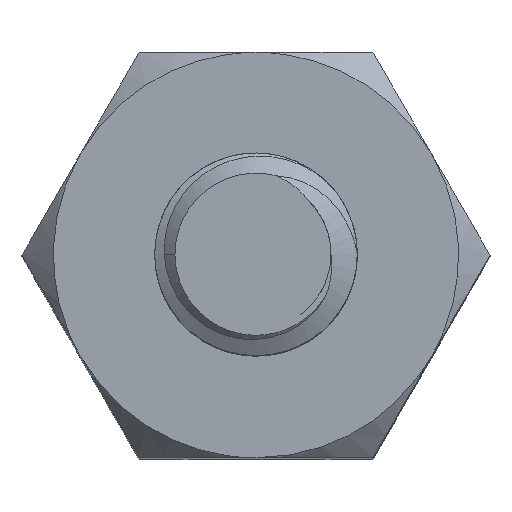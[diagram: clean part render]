
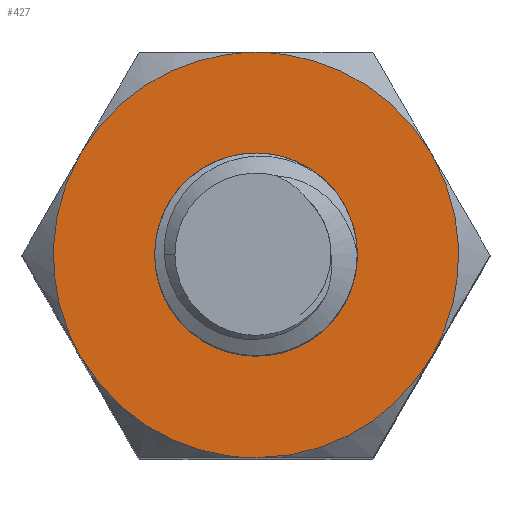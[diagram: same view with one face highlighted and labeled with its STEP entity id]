
A CAD part, top view. The second image highlights one B-rep face of the part: STEP entity #427.
In plain terms, the highlighted planar face has unit normal (0, 0, 1).
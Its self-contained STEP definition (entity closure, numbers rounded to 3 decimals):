
#11=FACE_BOUND('',#722,.T.);
#14=(
BOUNDED_CURVE()
B_SPLINE_CURVE(2,(#9085,#9086,#9087),.UNSPECIFIED.,.F.,.F.)
B_SPLINE_CURVE_WITH_KNOTS((3,3),(0.,2.094),.UNSPECIFIED.)
CURVE()
GEOMETRIC_REPRESENTATION_ITEM()
RATIONAL_B_SPLINE_CURVE((1.,0.866,1.))
REPRESENTATION_ITEM('')
);
#15=(
BOUNDED_CURVE()
B_SPLINE_CURVE(2,(#9134,#9135,#9136,#9137,#9138,#9139,#9140,#9141,#9142),
 .UNSPECIFIED.,.T.,.F.)
B_SPLINE_CURVE_WITH_KNOTS((3,2,2,2,3),(-5.341,-4.006,
-2.67,-1.335,0.),.UNSPECIFIED.)
CURVE()
GEOMETRIC_REPRESENTATION_ITEM()
RATIONAL_B_SPLINE_CURVE((1.,0.707,1.,0.707,1.,0.707,
1.,0.707,1.))
REPRESENTATION_ITEM('')
);
#31=(
BOUNDED_CURVE()
B_SPLINE_CURVE(2,(#9364,#9365,#9366),.UNSPECIFIED.,.F.,.F.)
B_SPLINE_CURVE_WITH_KNOTS((3,3),(-2.094,0.),.UNSPECIFIED.)
CURVE()
GEOMETRIC_REPRESENTATION_ITEM()
RATIONAL_B_SPLINE_CURVE((1.,0.866,1.))
REPRESENTATION_ITEM('')
);
#32=(
BOUNDED_CURVE()
B_SPLINE_CURVE(2,(#9367,#9368,#9369),.UNSPECIFIED.,.F.,.F.)
B_SPLINE_CURVE_WITH_KNOTS((3,3),(0.,2.094),.UNSPECIFIED.)
CURVE()
GEOMETRIC_REPRESENTATION_ITEM()
RATIONAL_B_SPLINE_CURVE((1.,0.866,1.))
REPRESENTATION_ITEM('')
);
#33=(
BOUNDED_CURVE()
B_SPLINE_CURVE(2,(#9370,#9371,#9372),.UNSPECIFIED.,.F.,.F.)
B_SPLINE_CURVE_WITH_KNOTS((3,3),(-2.094,0.),.UNSPECIFIED.)
CURVE()
GEOMETRIC_REPRESENTATION_ITEM()
RATIONAL_B_SPLINE_CURVE((1.,0.866,1.))
REPRESENTATION_ITEM('')
);
#34=(
BOUNDED_CURVE()
B_SPLINE_CURVE(2,(#9373,#9374,#9375),.UNSPECIFIED.,.F.,.F.)
B_SPLINE_CURVE_WITH_KNOTS((3,3),(-2.094,0.),.UNSPECIFIED.)
CURVE()
GEOMETRIC_REPRESENTATION_ITEM()
RATIONAL_B_SPLINE_CURVE((1.,0.866,1.))
REPRESENTATION_ITEM('')
);
#35=(
BOUNDED_CURVE()
B_SPLINE_CURVE(2,(#9376,#9377,#9378),.UNSPECIFIED.,.F.,.F.)
B_SPLINE_CURVE_WITH_KNOTS((3,3),(-2.094,0.),.UNSPECIFIED.)
CURVE()
GEOMETRIC_REPRESENTATION_ITEM()
RATIONAL_B_SPLINE_CURVE((1.,0.866,1.))
REPRESENTATION_ITEM('')
);
#427=ADVANCED_FACE('',(#574,#11),#2610,.T.);
#574=FACE_OUTER_BOUND('',#721,.T.);
#721=EDGE_LOOP('',(#910,#911,#912,#913,#914,#915));
#722=EDGE_LOOP('',(#916));
#910=ORIENTED_EDGE('',*,*,#1767,.T.);
#911=ORIENTED_EDGE('',*,*,#1768,.T.);
#912=ORIENTED_EDGE('',*,*,#1713,.F.);
#913=ORIENTED_EDGE('',*,*,#1764,.T.);
#914=ORIENTED_EDGE('',*,*,#1765,.F.);
#915=ORIENTED_EDGE('',*,*,#1766,.T.);
#916=ORIENTED_EDGE('',*,*,#1722,.T.);
#1713=EDGE_CURVE('',#2333,#2331,#14,.T.);
#1722=EDGE_CURVE('',#2341,#2341,#15,.T.);
#1764=EDGE_CURVE('',#2333,#2346,#31,.T.);
#1765=EDGE_CURVE('',#2334,#2346,#32,.T.);
#1766=EDGE_CURVE('',#2334,#2353,#33,.T.);
#1767=EDGE_CURVE('',#2353,#2352,#34,.T.);
#1768=EDGE_CURVE('',#2352,#2331,#35,.T.);
#2331=VERTEX_POINT('',#8810);
#2333=VERTEX_POINT('',#8812);
#2334=VERTEX_POINT('',#8813);
#2341=VERTEX_POINT('',#8820);
#2346=VERTEX_POINT('',#8825);
#2352=VERTEX_POINT('',#8831);
#2353=VERTEX_POINT('',#8832);
#2610=PLANE('',#2641);
#2641=AXIS2_PLACEMENT_3D('',#2985,#2655,$);
#2655=DIRECTION('',(0.,0.,1.));
#2985=CARTESIAN_POINT('',(-2.783,47.588,10.));
#8810=CARTESIAN_POINT('',(1.732,49.,10.));
#8812=CARTESIAN_POINT('',(1.732,51.,10.));
#8813=CARTESIAN_POINT('',(-1.732,51.,10.));
#8820=CARTESIAN_POINT('',(0.85,50.,10.));
#8825=CARTESIAN_POINT('',(0.,52.,10.));
#8831=CARTESIAN_POINT('',(0.,48.,10.));
#8832=CARTESIAN_POINT('',(-1.732,49.,10.));
#9085=CARTESIAN_POINT('',(1.732,51.,10.));
#9086=CARTESIAN_POINT('',(2.309,50.,10.));
#9087=CARTESIAN_POINT('',(1.732,49.,10.));
#9134=CARTESIAN_POINT('',(0.85,50.,10.));
#9135=CARTESIAN_POINT('',(0.85,49.15,10.));
#9136=CARTESIAN_POINT('',(0.,49.15,10.));
#9137=CARTESIAN_POINT('',(-0.85,49.15,10.));
#9138=CARTESIAN_POINT('',(-0.85,50.,10.));
#9139=CARTESIAN_POINT('',(-0.85,50.85,10.));
#9140=CARTESIAN_POINT('',(0.,50.85,10.));
#9141=CARTESIAN_POINT('',(0.85,50.85,10.));
#9142=CARTESIAN_POINT('',(0.85,50.,10.));
#9364=CARTESIAN_POINT('',(1.732,51.,10.));
#9365=CARTESIAN_POINT('',(1.155,52.,10.));
#9366=CARTESIAN_POINT('',(0.,52.,10.));
#9367=CARTESIAN_POINT('',(-1.732,51.,10.));
#9368=CARTESIAN_POINT('',(-1.155,52.,10.));
#9369=CARTESIAN_POINT('',(0.,52.,10.));
#9370=CARTESIAN_POINT('',(-1.732,51.,10.));
#9371=CARTESIAN_POINT('',(-2.309,50.,10.));
#9372=CARTESIAN_POINT('',(-1.732,49.,10.));
#9373=CARTESIAN_POINT('',(-1.732,49.,10.));
#9374=CARTESIAN_POINT('',(-1.155,48.,10.));
#9375=CARTESIAN_POINT('',(0.,48.,10.));
#9376=CARTESIAN_POINT('',(0.,48.,10.));
#9377=CARTESIAN_POINT('',(1.155,48.,10.));
#9378=CARTESIAN_POINT('',(1.732,49.,10.));
